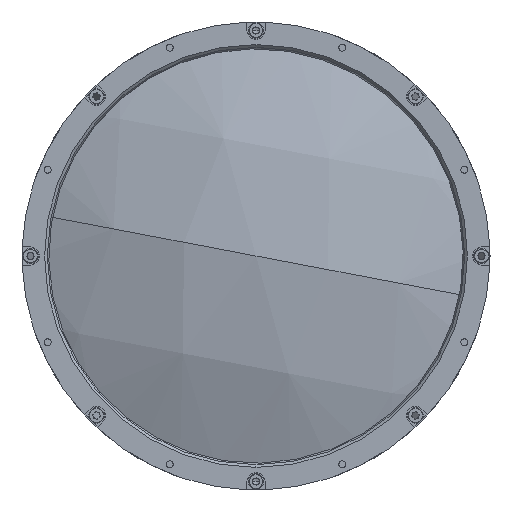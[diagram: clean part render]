
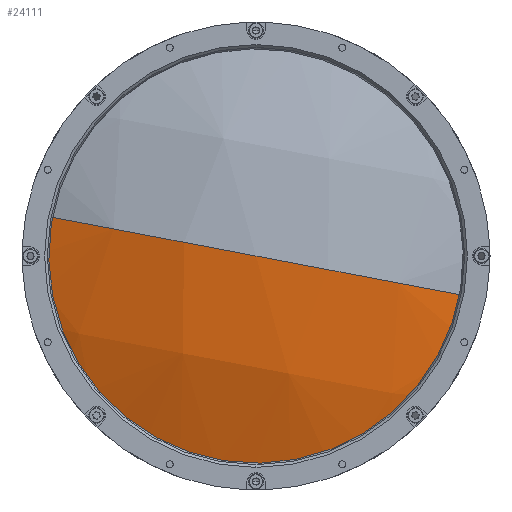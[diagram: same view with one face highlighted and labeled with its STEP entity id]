
A CAD part, left-side view. The second image highlights one B-rep face of the part: STEP entity #24111.
In plain terms, the highlighted spherical face has radius 192.8 mm.
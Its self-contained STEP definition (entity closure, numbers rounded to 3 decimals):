
#1135 = AXIS2_PLACEMENT_3D ( 'NONE', #24452, #9327, #26953 ) ;
#1678 = CARTESIAN_POINT ( 'NONE',  ( 13.011, 74.665, 14.182 ) ) ;
#2456 = FACE_OUTER_BOUND ( 'NONE', #7255, .T. ) ;
#3455 = CARTESIAN_POINT ( 'NONE',  ( 13.011, 0., 0. ) ) ;
#3691 = CARTESIAN_POINT ( 'NONE',  ( -2.6, 0., 0. ) ) ;
#5140 = CIRCLE ( 'NONE', #1135, 192.8 ) ;
#5978 = DIRECTION ( 'NONE',  ( 0., 0.187, -0.982 ) ) ;
#6755 = AXIS2_PLACEMENT_3D ( 'NONE', #13655, #31300, #16167 ) ;
#7255 = EDGE_LOOP ( 'NONE', ( #19046, #9884, #8674 ) ) ;
#7527 = VERTEX_POINT ( 'NONE', #3691 ) ;
#8674 = ORIENTED_EDGE ( 'NONE', *, *, #9568, .F. ) ;
#9058 = AXIS2_PLACEMENT_3D ( 'NONE', #3455, #21077, #5978 ) ;
#9327 = DIRECTION ( 'NONE',  ( 0., -0.187, 0.982 ) ) ;
#9568 = EDGE_CURVE ( 'NONE', #28524, #7527, #5140, .T. ) ;
#9884 = ORIENTED_EDGE ( 'NONE', *, *, #20542, .T. ) ;
#10709 = CARTESIAN_POINT ( 'NONE',  ( 13.011, -74.665, -14.182 ) ) ;
#13655 = CARTESIAN_POINT ( 'NONE',  ( 190.2, 0., 0. ) ) ;
#14193 = DIRECTION ( 'NONE',  ( 0., 0.982, 0.187 ) ) ;
#15074 = CIRCLE ( 'NONE', #9058, 76. ) ;
#15834 = SPHERICAL_SURFACE ( 'NONE', #24339, 192.8 ) ;
#16167 = DIRECTION ( 'NONE',  ( 0., 0.982, 0.187 ) ) ;
#19046 = ORIENTED_EDGE ( 'NONE', *, *, #20087, .T. ) ;
#20087 = EDGE_CURVE ( 'NONE', #28524, #26767, #15074, .T. ) ;
#20542 = EDGE_CURVE ( 'NONE', #26767, #7527, #27286, .T. ) ;
#21077 = DIRECTION ( 'NONE',  ( -1., 0., 0. ) ) ;
#24111 = ADVANCED_FACE ( 'NONE', ( #2456 ), #15834, .T. ) ;
#24339 = AXIS2_PLACEMENT_3D ( 'NONE', #26737, #29299, #14193 ) ;
#24452 = CARTESIAN_POINT ( 'NONE',  ( 190.2, 0., 0. ) ) ;
#26737 = CARTESIAN_POINT ( 'NONE',  ( 190.2, 0., 0. ) ) ;
#26767 = VERTEX_POINT ( 'NONE', #10709 ) ;
#26953 = DIRECTION ( 'NONE',  ( 0., -0.982, -0.187 ) ) ;
#27286 = CIRCLE ( 'NONE', #6755, 192.8 ) ;
#28524 = VERTEX_POINT ( 'NONE', #1678 ) ;
#29299 = DIRECTION ( 'NONE',  ( 0., 0.187, -0.982 ) ) ;
#31300 = DIRECTION ( 'NONE',  ( 0., 0.187, -0.982 ) ) ;
